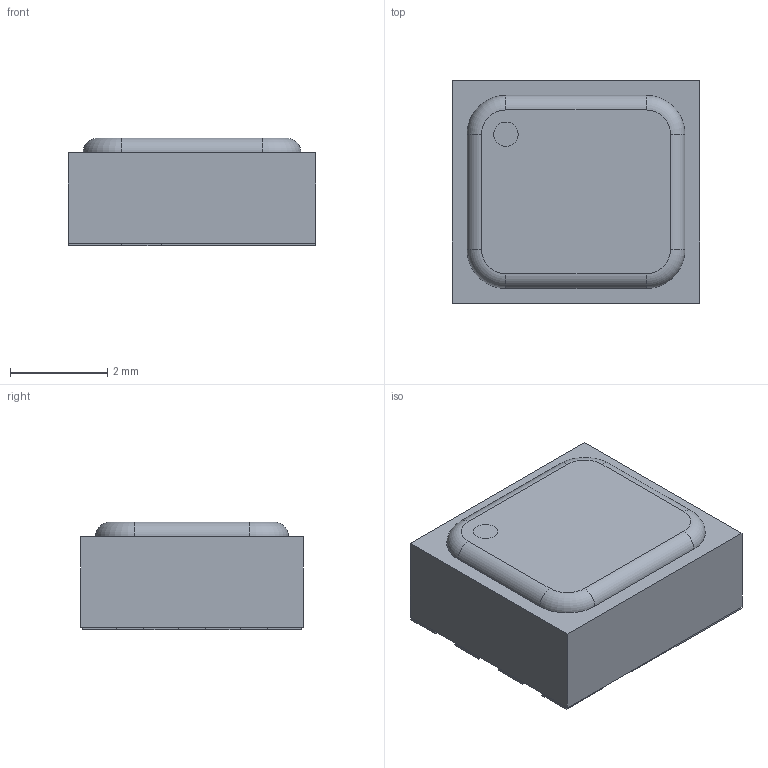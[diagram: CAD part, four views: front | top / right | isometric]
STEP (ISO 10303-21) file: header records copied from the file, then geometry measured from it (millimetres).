
FILE_DESCRIPTION((''),'2;1');
FILE_NAME('MINI-CIRCUITS_HV1195.stp','2012-10-22T10:16:06',(''),(''),'Mechanical Desktop 2011','Mechanical Desktop 2011',', , ');
FILE_SCHEMA(('AUTOMOTIVE_DESIGN { 1 2 10303 214 1 1 1 1 }'));
Length unit declared in the file: millimetre
Products named in the file (1): Product
Bounding box: 5.08 x 4.57 x 2.21 mm (x, y, z)
Volume: 48.6 mm3; surface area: 145.6 mm2
Topology: 7 solids, 7 shells, 71 faces, 168 edges, 112 vertices
Faces by surface type: bspline 54, cylinder 8, plane 5, torus 4
Entity records: 2087 total; most frequent: CARTESIAN_POINT 514, ORIENTED_EDGE 336, DIRECTION 228, EDGE_CURVE 168, VECTOR 144, LINE 144, VERTEX_POINT 112, EDGE_LOOP 76
